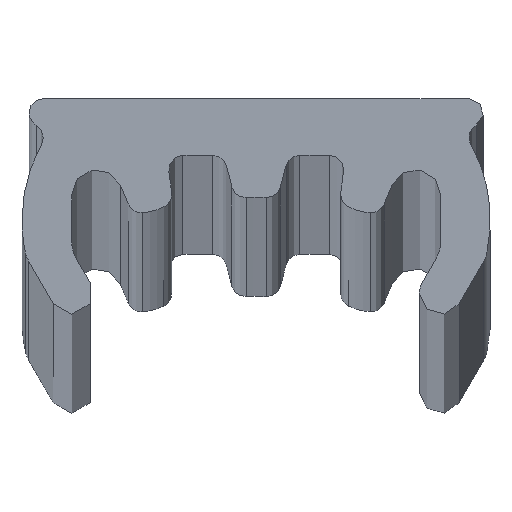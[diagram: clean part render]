
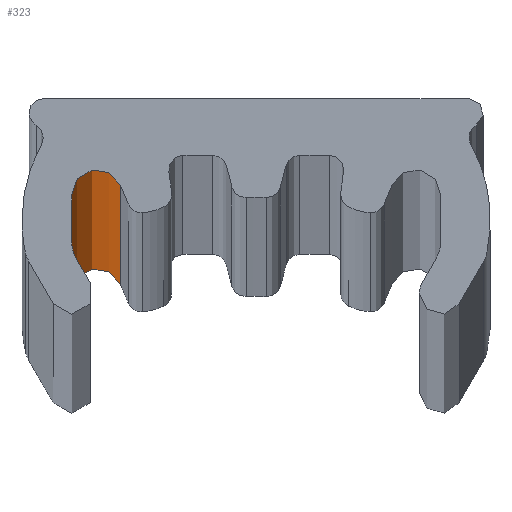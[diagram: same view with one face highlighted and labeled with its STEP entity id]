
A CAD part, top view. The second image highlights one B-rep face of the part: STEP entity #323.
In plain terms, the highlighted cylindrical face has radius 0.893 mm (diameter 1.786 mm), a partial arc.
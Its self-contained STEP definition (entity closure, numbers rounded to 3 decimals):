
#33 = DIRECTION ( 'NONE',  ( 0., 0., -1. ) ) ;
#47 = VECTOR ( 'NONE', #33, 1000. ) ;
#69 = CIRCLE ( 'NONE', #1421, 0.893 ) ;
#91 = DIRECTION ( 'NONE',  ( 0., 0., -1. ) ) ;
#118 = CARTESIAN_POINT ( 'NONE',  ( -5.607, -3.393, -1000. ) ) ;
#136 = CARTESIAN_POINT ( 'NONE',  ( -4.781, -3.052, -1000. ) ) ;
#262 = DIRECTION ( 'NONE',  ( 1., 0., 0. ) ) ;
#265 = VERTEX_POINT ( 'NONE', #449 ) ;
#323 = ADVANCED_FACE ( 'NONE', ( #538 ), #1187, .F. ) ;
#399 = CARTESIAN_POINT ( 'NONE',  ( -4.781, -3.052, 1000. ) ) ;
#449 = CARTESIAN_POINT ( 'NONE',  ( -6.5, -3.393, -1000. ) ) ;
#458 = CARTESIAN_POINT ( 'NONE',  ( -4.781, -3.052, 1000. ) ) ;
#474 = EDGE_CURVE ( 'NONE', #1166, #1572, #674, .T. ) ;
#479 = ORIENTED_EDGE ( 'NONE', *, *, #1078, .F. ) ;
#538 = FACE_OUTER_BOUND ( 'NONE', #632, .T. ) ;
#632 = EDGE_LOOP ( 'NONE', ( #768, #939, #479, #780 ) ) ;
#674 = LINE ( 'NONE', #458, #1335 ) ;
#768 = ORIENTED_EDGE ( 'NONE', *, *, #1468, .T. ) ;
#780 = ORIENTED_EDGE ( 'NONE', *, *, #850, .T. ) ;
#841 = VERTEX_POINT ( 'NONE', #1346 ) ;
#850 = EDGE_CURVE ( 'NONE', #841, #265, #1452, .T. ) ;
#854 = DIRECTION ( 'NONE',  ( 0., 0., -1. ) ) ;
#885 = CARTESIAN_POINT ( 'NONE',  ( -5.607, -3.393, 1000. ) ) ;
#911 = DIRECTION ( 'NONE',  ( 1., 0., 0. ) ) ;
#939 = ORIENTED_EDGE ( 'NONE', *, *, #474, .F. ) ;
#955 = CARTESIAN_POINT ( 'NONE',  ( -6.5, -3.393, 1000. ) ) ;
#1003 = AXIS2_PLACEMENT_3D ( 'NONE', #118, #1042, #262 ) ;
#1042 = DIRECTION ( 'NONE',  ( 0., 0., -1. ) ) ;
#1078 = EDGE_CURVE ( 'NONE', #841, #1166, #69, .T. ) ;
#1166 = VERTEX_POINT ( 'NONE', #399 ) ;
#1187 = CYLINDRICAL_SURFACE ( 'NONE', #1506, 0.893 ) ;
#1244 = DIRECTION ( 'NONE',  ( -1., 0., 0. ) ) ;
#1335 = VECTOR ( 'NONE', #1376, 1000. ) ;
#1346 = CARTESIAN_POINT ( 'NONE',  ( -6.5, -3.393, 1000. ) ) ;
#1376 = DIRECTION ( 'NONE',  ( 0., 0., -1. ) ) ;
#1421 = AXIS2_PLACEMENT_3D ( 'NONE', #885, #91, #911 ) ;
#1452 = LINE ( 'NONE', #955, #47 ) ;
#1468 = EDGE_CURVE ( 'NONE', #265, #1572, #1595, .T. ) ;
#1506 = AXIS2_PLACEMENT_3D ( 'NONE', #1646, #854, #1244 ) ;
#1572 = VERTEX_POINT ( 'NONE', #136 ) ;
#1595 = CIRCLE ( 'NONE', #1003, 0.893 ) ;
#1646 = CARTESIAN_POINT ( 'NONE',  ( -5.607, -3.393, 1000. ) ) ;
